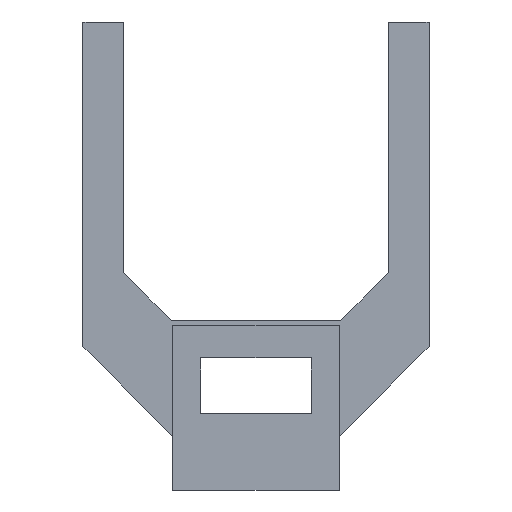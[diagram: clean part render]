
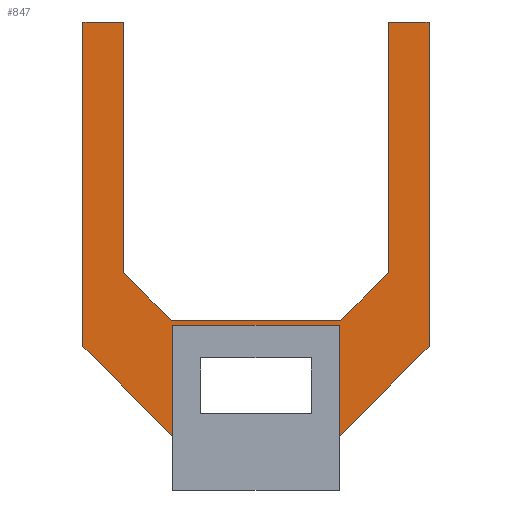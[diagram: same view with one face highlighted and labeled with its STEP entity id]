
A CAD part, front view. The second image highlights one B-rep face of the part: STEP entity #847.
In plain terms, the highlighted planar face has unit normal (0, -1, 0).
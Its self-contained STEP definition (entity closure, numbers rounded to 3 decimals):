
#62=FACE_OUTER_BOUND('',#107,.T.);
#107=EDGE_LOOP('',(#753,#754,#755,#756,#757,#758,#759,#760,#761,#762,#763,
#764,#765,#766));
#110=LINE('',#1116,#225);
#112=LINE('',#1120,#227);
#121=LINE('',#1139,#236);
#126=LINE('',#1149,#241);
#164=LINE('',#1228,#279);
#169=LINE('',#1239,#284);
#173=LINE('',#1246,#288);
#183=LINE('',#1269,#298);
#185=LINE('',#1272,#300);
#210=LINE('',#1321,#325);
#214=LINE('',#1328,#329);
#219=LINE('',#1336,#334);
#220=LINE('',#1339,#335);
#222=LINE('',#1342,#337);
#225=VECTOR('',#911,10.);
#227=VECTOR('',#915,10.);
#236=VECTOR('',#926,10.);
#241=VECTOR('',#935,10.);
#279=VECTOR('',#1005,10.);
#284=VECTOR('',#1014,10.);
#288=VECTOR('',#1020,10.);
#298=VECTOR('',#1036,10.);
#300=VECTOR('',#1040,10.);
#325=VECTOR('',#1081,10.);
#329=VECTOR('',#1087,10.);
#334=VECTOR('',#1096,10.);
#335=VECTOR('',#1099,10.);
#337=VECTOR('',#1103,10.);
#340=VERTEX_POINT('',#1113);
#341=VERTEX_POINT('',#1115);
#342=VERTEX_POINT('',#1119);
#350=VERTEX_POINT('',#1136);
#351=VERTEX_POINT('',#1138);
#354=VERTEX_POINT('',#1148);
#382=VERTEX_POINT('',#1236);
#383=VERTEX_POINT('',#1238);
#385=VERTEX_POINT('',#1244);
#394=VERTEX_POINT('',#1266);
#395=VERTEX_POINT('',#1268);
#410=VERTEX_POINT('',#1318);
#411=VERTEX_POINT('',#1320);
#415=VERTEX_POINT('',#1338);
#418=EDGE_CURVE('',#340,#341,#110,.T.);
#420=EDGE_CURVE('',#340,#342,#112,.T.);
#429=EDGE_CURVE('',#350,#351,#121,.T.);
#434=EDGE_CURVE('',#342,#354,#126,.T.);
#474=EDGE_CURVE('',#354,#351,#164,.T.);
#479=EDGE_CURVE('',#382,#383,#169,.T.);
#483=EDGE_CURVE('',#382,#385,#173,.T.);
#493=EDGE_CURVE('',#394,#395,#183,.T.);
#495=EDGE_CURVE('',#394,#383,#185,.T.);
#520=EDGE_CURVE('',#411,#410,#210,.T.);
#524=EDGE_CURVE('',#410,#395,#214,.T.);
#529=EDGE_CURVE('',#350,#411,#219,.T.);
#530=EDGE_CURVE('',#415,#341,#220,.T.);
#532=EDGE_CURVE('',#385,#415,#222,.T.);
#753=ORIENTED_EDGE('',*,*,#524,.T.);
#754=ORIENTED_EDGE('',*,*,#493,.F.);
#755=ORIENTED_EDGE('',*,*,#495,.T.);
#756=ORIENTED_EDGE('',*,*,#479,.F.);
#757=ORIENTED_EDGE('',*,*,#483,.T.);
#758=ORIENTED_EDGE('',*,*,#532,.T.);
#759=ORIENTED_EDGE('',*,*,#530,.T.);
#760=ORIENTED_EDGE('',*,*,#418,.F.);
#761=ORIENTED_EDGE('',*,*,#420,.T.);
#762=ORIENTED_EDGE('',*,*,#434,.T.);
#763=ORIENTED_EDGE('',*,*,#474,.T.);
#764=ORIENTED_EDGE('',*,*,#429,.F.);
#765=ORIENTED_EDGE('',*,*,#529,.T.);
#766=ORIENTED_EDGE('',*,*,#520,.T.);
#806=PLANE('',#904);
#847=ADVANCED_FACE('',(#62),#806,.T.);
#904=AXIS2_PLACEMENT_3D('',#1344,#1106,#1107);
#911=DIRECTION('',(-0.707,0.,0.707));
#915=DIRECTION('',(0.,0.,1.));
#926=DIRECTION('',(-0.707,0.,-0.707));
#935=DIRECTION('',(1.,0.,0.));
#1005=DIRECTION('',(0.,0.,-1.));
#1014=DIRECTION('',(0.707,0.,-0.707));
#1020=DIRECTION('',(0.,0.,1.));
#1036=DIRECTION('',(0.707,0.,0.707));
#1040=DIRECTION('',(-1.,0.,0.));
#1081=DIRECTION('',(-1.,0.,0.));
#1087=DIRECTION('',(0.,0.,-1.));
#1096=DIRECTION('',(0.,0.,1.));
#1099=DIRECTION('',(0.,0.,-1.));
#1103=DIRECTION('',(-1.,0.,0.));
#1106=DIRECTION('center_axis',(0.,-1.,0.));
#1107=DIRECTION('ref_axis',(1.,0.,0.));
#1113=CARTESIAN_POINT('',(-8.7,-2.5,5.597));
#1115=CARTESIAN_POINT('',(-18.125,-2.5,15.022));
#1116=CARTESIAN_POINT('',(-15.488,-2.5,12.385));
#1119=CARTESIAN_POINT('',(-8.7,-2.5,17.272));
#1120=CARTESIAN_POINT('',(-8.7,-2.5,0.));
#1136=CARTESIAN_POINT('',(18.125,-2.5,15.022));
#1138=CARTESIAN_POINT('',(8.7,-2.5,5.597));
#1139=CARTESIAN_POINT('',(15.488,-2.5,12.385));
#1148=CARTESIAN_POINT('',(8.7,-2.5,17.272));
#1149=CARTESIAN_POINT('',(15.875,-2.5,17.272));
#1228=CARTESIAN_POINT('',(8.7,-2.5,0.));
#1236=CARTESIAN_POINT('',(-13.875,-2.5,22.772));
#1238=CARTESIAN_POINT('',(-8.875,-2.5,17.772));
#1239=CARTESIAN_POINT('',(-11.469,-2.5,20.366));
#1244=CARTESIAN_POINT('',(-13.875,-2.5,49.022));
#1246=CARTESIAN_POINT('',(-13.875,-2.5,19.272));
#1266=CARTESIAN_POINT('',(8.875,-2.5,17.772));
#1268=CARTESIAN_POINT('',(13.875,-2.5,22.772));
#1269=CARTESIAN_POINT('',(11.469,-2.5,20.366));
#1272=CARTESIAN_POINT('',(13.875,-2.5,17.772));
#1318=CARTESIAN_POINT('',(13.875,-2.5,49.022));
#1320=CARTESIAN_POINT('',(18.125,-2.5,49.022));
#1321=CARTESIAN_POINT('',(-18.125,-2.5,49.022));
#1328=CARTESIAN_POINT('',(13.875,-2.5,19.272));
#1336=CARTESIAN_POINT('',(18.125,-2.5,15.022));
#1338=CARTESIAN_POINT('',(-18.125,-2.5,49.022));
#1339=CARTESIAN_POINT('',(-18.125,-2.5,15.022));
#1342=CARTESIAN_POINT('',(-18.125,-2.5,49.022));
#1344=CARTESIAN_POINT('Origin',(0.,-2.5,
32.022));
